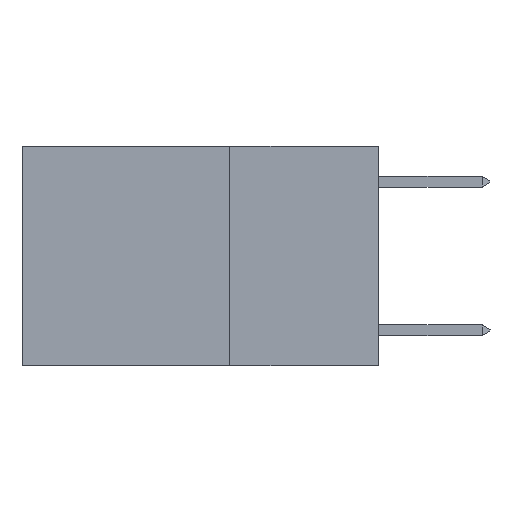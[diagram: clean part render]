
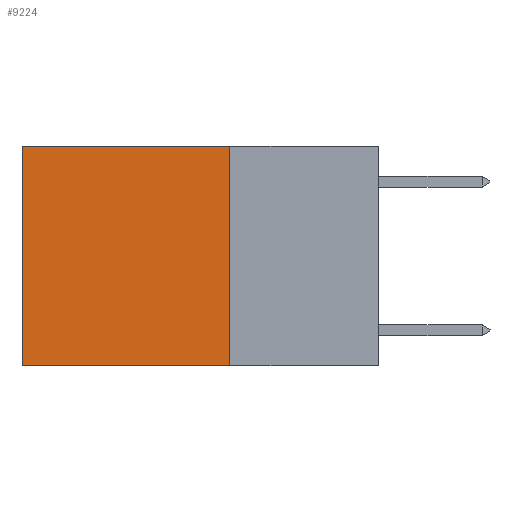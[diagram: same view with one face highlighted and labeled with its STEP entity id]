
A CAD part, left-side view. The second image highlights one B-rep face of the part: STEP entity #9224.
In plain terms, the highlighted planar face has unit normal (-1, 0, 0).
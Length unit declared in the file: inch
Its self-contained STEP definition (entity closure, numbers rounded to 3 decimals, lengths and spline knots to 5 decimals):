
#163 = LINE ( 'NONE', #2038, #6426 ) ;
#238 = LINE ( 'NONE', #371, #7381 ) ;
#371 = CARTESIAN_POINT ( 'NONE',  ( 0.2625, 0.25, -0.37 ) ) ;
#1948 = EDGE_CURVE ( 'NONE', #15525, #11066, #163, .T. ) ;
#2038 = CARTESIAN_POINT ( 'NONE',  ( 0.2625, 0.25, 0. ) ) ;
#3904 = CARTESIAN_POINT ( 'NONE',  ( 0.2625, 0.25, 0. ) ) ;
#4173 = LINE ( 'NONE', #12886, #14538 ) ;
#4725 = DIRECTION ( 'NONE',  ( 0., 0., -1. ) ) ;
#5705 = EDGE_CURVE ( 'NONE', #15525, #10121, #4173, .T. ) ;
#5720 = EDGE_CURVE ( 'NONE', #10121, #12065, #238, .T. ) ;
#5830 = CARTESIAN_POINT ( 'NONE',  ( 0.2625, 0.6, -0.37 ) ) ;
#6426 = VECTOR ( 'NONE', #11740, 39.37008 ) ;
#6611 = DIRECTION ( 'NONE',  ( 0., 0., -1. ) ) ;
#6881 = LINE ( 'NONE', #12536, #14081 ) ;
#7381 = VECTOR ( 'NONE', #7488, 39.37008 ) ;
#7488 = DIRECTION ( 'NONE',  ( 0., 1., 0. ) ) ;
#8261 = ORIENTED_EDGE ( 'NONE', *, *, #11988, .T. ) ;
#8308 = ORIENTED_EDGE ( 'NONE', *, *, #5720, .F. ) ;
#8315 = CARTESIAN_POINT ( 'NONE',  ( 0.2625, 0.25, 0. ) ) ;
#8339 = ORIENTED_EDGE ( 'NONE', *, *, #5705, .F. ) ;
#8412 = ORIENTED_EDGE ( 'NONE', *, *, #1948, .T. ) ;
#9224 = ADVANCED_FACE ( 'NONE', ( #17565 ), #17236, .F. ) ;
#10121 = VERTEX_POINT ( 'NONE', #11894 ) ;
#11066 = VERTEX_POINT ( 'NONE', #17242 ) ;
#11740 = DIRECTION ( 'NONE',  ( 0., 1., 0. ) ) ;
#11894 = CARTESIAN_POINT ( 'NONE',  ( 0.2625, 0.25, -0.37 ) ) ;
#11988 = EDGE_CURVE ( 'NONE', #11066, #12065, #6881, .T. ) ;
#12065 = VERTEX_POINT ( 'NONE', #5830 ) ;
#12536 = CARTESIAN_POINT ( 'NONE',  ( 0.2625, 0.6, 0. ) ) ;
#12792 = EDGE_LOOP ( 'NONE', ( #8261, #8308, #8339, #8412 ) ) ;
#12886 = CARTESIAN_POINT ( 'NONE',  ( 0.2625, 0.25, 0. ) ) ;
#13848 = DIRECTION ( 'NONE',  ( 0., 0., -1. ) ) ;
#14081 = VECTOR ( 'NONE', #13848, 39.37008 ) ;
#14538 = VECTOR ( 'NONE', #4725, 39.37008 ) ;
#14718 = DIRECTION ( 'NONE',  ( 1., 0., 0. ) ) ;
#15525 = VERTEX_POINT ( 'NONE', #8315 ) ;
#15901 = AXIS2_PLACEMENT_3D ( 'NONE', #3904, #14718, #6611 ) ;
#17236 = PLANE ( 'NONE',  #15901 ) ;
#17242 = CARTESIAN_POINT ( 'NONE',  ( 0.2625, 0.6, 0. ) ) ;
#17565 = FACE_OUTER_BOUND ( 'NONE', #12792, .T. ) ;
